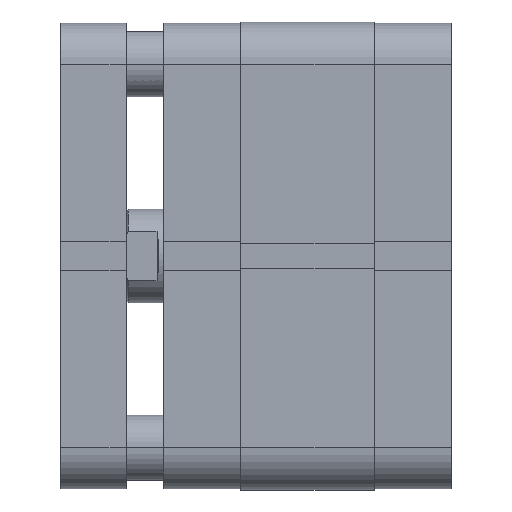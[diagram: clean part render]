
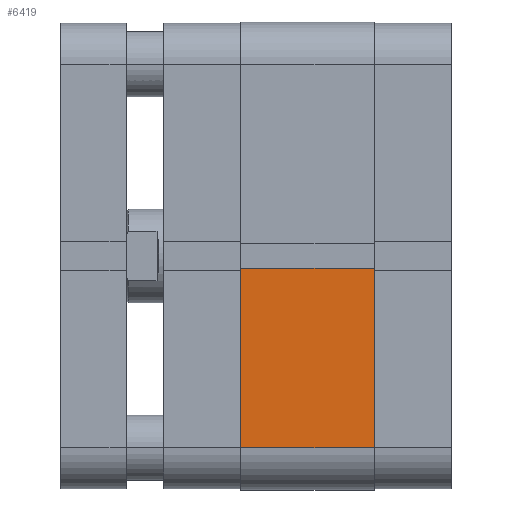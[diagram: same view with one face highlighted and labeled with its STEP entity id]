
A CAD part, front view. The second image highlights one B-rep face of the part: STEP entity #6419.
In plain terms, the highlighted face is planar.
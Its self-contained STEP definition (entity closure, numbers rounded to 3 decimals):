
#25 = CARTESIAN_POINT ( 'NONE',  ( 50., -41., 28.5 ) ) ;
#26 = DIRECTION ( 'NONE',  ( 0., 0., -1. ) ) ;
#641 = CARTESIAN_POINT ( 'NONE',  ( 50., -2.6, 0. ) ) ;
#642 = DIRECTION ( 'NONE',  ( 0., 1., 0. ) ) ;
#817 = CARTESIAN_POINT ( 'NONE',  ( 50., -2.6, 28.5 ) ) ;
#838 = DIRECTION ( 'NONE',  ( 0., 0., -1. ) ) ;
#886 = CARTESIAN_POINT ( 'NONE',  ( 50., -41., 28.5 ) ) ;
#894 = CARTESIAN_POINT ( 'NONE',  ( 50., -2.6, 28.5 ) ) ;
#1052 = CARTESIAN_POINT ( 'NONE',  ( 50., -2.6, 0. ) ) ;
#1054 = CARTESIAN_POINT ( 'NONE',  ( 50., -41., 0. ) ) ;
#1350 = EDGE_CURVE ( 'NONE', #2870, #2902, #3407, .T. ) ;
#1575 = EDGE_CURVE ( 'NONE', #2870, #3148, #5132, .T. ) ;
#2059 = AXIS2_PLACEMENT_3D ( 'NONE', #6856, #6859, #6860 ) ;
#2068 = EDGE_CURVE ( 'NONE', #3148, #3146, #5595, .T. ) ;
#2266 = EDGE_CURVE ( 'NONE', #2902, #3146, #5731, .T. ) ;
#2627 = CARTESIAN_POINT ( 'NONE',  ( 50., -2.6, 28.5 ) ) ;
#2870 = VERTEX_POINT ( 'NONE', #886 ) ;
#2896 = DIRECTION ( 'NONE',  ( 0., 1., 0. ) ) ;
#2902 = VERTEX_POINT ( 'NONE', #894 ) ;
#3146 = VERTEX_POINT ( 'NONE', #1052 ) ;
#3148 = VERTEX_POINT ( 'NONE', #1054 ) ;
#3407 = LINE ( 'NONE', #2627, #3438 ) ;
#3438 = VECTOR ( 'NONE', #2896, 1000. ) ;
#4143 = ORIENTED_EDGE ( 'NONE', *, *, #1575, .T. ) ;
#4157 = ORIENTED_EDGE ( 'NONE', *, *, #2068, .T. ) ;
#4158 = ORIENTED_EDGE ( 'NONE', *, *, #2266, .F. ) ;
#4165 = ORIENTED_EDGE ( 'NONE', *, *, #1350, .F. ) ;
#5130 = VECTOR ( 'NONE', #26, 1000. ) ;
#5132 = LINE ( 'NONE', #25, #5130 ) ;
#5595 = LINE ( 'NONE', #641, #5596 ) ;
#5596 = VECTOR ( 'NONE', #642, 1000. ) ;
#5731 = LINE ( 'NONE', #817, #5745 ) ;
#5745 = VECTOR ( 'NONE', #838, 1000. ) ;
#5801 = FACE_OUTER_BOUND ( 'NONE', #8615, .T. ) ;
#6419 = ADVANCED_FACE ( 'NONE', ( #5801 ), #6857, .F. ) ;
#6856 = CARTESIAN_POINT ( 'NONE',  ( 50., -2.6, 28.5 ) ) ;
#6857 = PLANE ( 'NONE',  #2059 ) ;
#6859 = DIRECTION ( 'NONE',  ( -1., 0., 0. ) ) ;
#6860 = DIRECTION ( 'NONE',  ( 0., -1., 0. ) ) ;
#8615 = EDGE_LOOP ( 'NONE', ( #4157, #4158, #4165, #4143 ) ) ;
